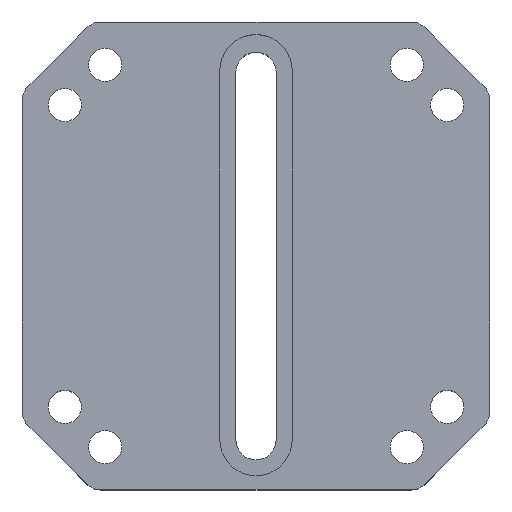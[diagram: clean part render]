
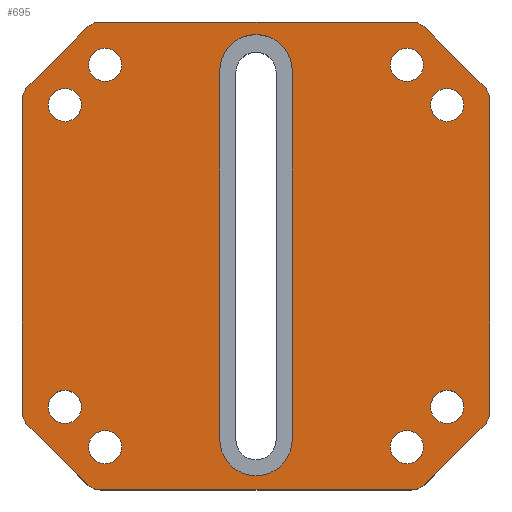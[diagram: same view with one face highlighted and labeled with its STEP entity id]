
A CAD part, top view. The second image highlights one B-rep face of the part: STEP entity #695.
In plain terms, the highlighted planar face has unit normal (0, 0, 1).
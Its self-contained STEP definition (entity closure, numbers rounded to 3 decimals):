
#16=FACE_BOUND('',#164,.T.);
#17=FACE_BOUND('',#165,.T.);
#18=FACE_BOUND('',#166,.T.);
#19=FACE_BOUND('',#167,.T.);
#20=FACE_BOUND('',#168,.T.);
#21=FACE_BOUND('',#169,.T.);
#22=FACE_BOUND('',#170,.T.);
#23=FACE_BOUND('',#171,.T.);
#24=FACE_BOUND('',#172,.T.);
#34=CIRCLE('',#713,3.6);
#36=CIRCLE('',#717,3.6);
#41=CIRCLE('',#726,1.65);
#43=CIRCLE('',#729,1.65);
#45=CIRCLE('',#732,1.65);
#47=CIRCLE('',#735,1.65);
#49=CIRCLE('',#738,1.65);
#51=CIRCLE('',#741,1.65);
#53=CIRCLE('',#744,1.65);
#55=CIRCLE('',#747,1.65);
#59=CIRCLE('',#755,2.);
#61=CIRCLE('',#759,2.);
#63=CIRCLE('',#763,2.);
#65=CIRCLE('',#767,2.);
#67=CIRCLE('',#771,2.);
#69=CIRCLE('',#775,2.);
#71=CIRCLE('',#779,2.);
#73=CIRCLE('',#783,2.);
#127=FACE_OUTER_BOUND('',#163,.T.);
#163=EDGE_LOOP('',(#591,#592,#593,#594,#595,#596,#597,#598,#599,#600,#601,
#602,#603,#604,#605,#606));
#164=EDGE_LOOP('',(#607,#608,#609,#610));
#165=EDGE_LOOP('',(#611));
#166=EDGE_LOOP('',(#612));
#167=EDGE_LOOP('',(#613));
#168=EDGE_LOOP('',(#614));
#169=EDGE_LOOP('',(#615));
#170=EDGE_LOOP('',(#616));
#171=EDGE_LOOP('',(#617));
#172=EDGE_LOOP('',(#618));
#183=LINE('',#998,#239);
#188=LINE('',#1012,#244);
#209=LINE('',#1099,#265);
#213=LINE('',#1111,#269);
#217=LINE('',#1123,#273);
#221=LINE('',#1135,#277);
#225=LINE('',#1147,#281);
#229=LINE('',#1159,#285);
#233=LINE('',#1171,#289);
#237=LINE('',#1183,#293);
#239=VECTOR('',#790,10.);
#244=VECTOR('',#803,10.);
#265=VECTOR('',#898,10.);
#269=VECTOR('',#910,10.);
#273=VECTOR('',#922,10.);
#277=VECTOR('',#934,10.);
#281=VECTOR('',#946,10.);
#285=VECTOR('',#958,10.);
#289=VECTOR('',#970,10.);
#293=VECTOR('',#982,10.);
#295=VERTEX_POINT('',#996);
#296=VERTEX_POINT('',#997);
#299=VERTEX_POINT('',#1005);
#301=VERTEX_POINT('',#1011);
#310=VERTEX_POINT('',#1039);
#312=VERTEX_POINT('',#1045);
#314=VERTEX_POINT('',#1051);
#316=VERTEX_POINT('',#1057);
#318=VERTEX_POINT('',#1063);
#320=VERTEX_POINT('',#1069);
#322=VERTEX_POINT('',#1075);
#324=VERTEX_POINT('',#1081);
#329=VERTEX_POINT('',#1096);
#330=VERTEX_POINT('',#1098);
#332=VERTEX_POINT('',#1104);
#334=VERTEX_POINT('',#1110);
#336=VERTEX_POINT('',#1116);
#338=VERTEX_POINT('',#1122);
#340=VERTEX_POINT('',#1128);
#342=VERTEX_POINT('',#1134);
#344=VERTEX_POINT('',#1140);
#346=VERTEX_POINT('',#1146);
#348=VERTEX_POINT('',#1152);
#350=VERTEX_POINT('',#1158);
#352=VERTEX_POINT('',#1164);
#354=VERTEX_POINT('',#1170);
#356=VERTEX_POINT('',#1176);
#358=VERTEX_POINT('',#1182);
#359=EDGE_CURVE('',#295,#296,#183,.T.);
#363=EDGE_CURVE('',#299,#295,#34,.T.);
#366=EDGE_CURVE('',#301,#299,#188,.T.);
#369=EDGE_CURVE('',#296,#301,#36,.T.);
#380=EDGE_CURVE('',#310,#310,#41,.T.);
#383=EDGE_CURVE('',#312,#312,#43,.T.);
#386=EDGE_CURVE('',#314,#314,#45,.T.);
#389=EDGE_CURVE('',#316,#316,#47,.T.);
#392=EDGE_CURVE('',#318,#318,#49,.T.);
#395=EDGE_CURVE('',#320,#320,#51,.T.);
#398=EDGE_CURVE('',#322,#322,#53,.T.);
#401=EDGE_CURVE('',#324,#324,#55,.T.);
#409=EDGE_CURVE('',#330,#329,#209,.T.);
#412=EDGE_CURVE('',#332,#330,#59,.T.);
#415=EDGE_CURVE('',#334,#332,#213,.T.);
#418=EDGE_CURVE('',#336,#334,#61,.T.);
#421=EDGE_CURVE('',#338,#336,#217,.T.);
#424=EDGE_CURVE('',#340,#338,#63,.T.);
#427=EDGE_CURVE('',#342,#340,#221,.T.);
#430=EDGE_CURVE('',#344,#342,#65,.T.);
#433=EDGE_CURVE('',#346,#344,#225,.T.);
#436=EDGE_CURVE('',#348,#346,#67,.T.);
#439=EDGE_CURVE('',#350,#348,#229,.T.);
#442=EDGE_CURVE('',#352,#350,#69,.T.);
#445=EDGE_CURVE('',#354,#352,#233,.T.);
#448=EDGE_CURVE('',#356,#354,#71,.T.);
#451=EDGE_CURVE('',#358,#356,#237,.T.);
#454=EDGE_CURVE('',#329,#358,#73,.T.);
#591=ORIENTED_EDGE('',*,*,#454,.T.);
#592=ORIENTED_EDGE('',*,*,#451,.T.);
#593=ORIENTED_EDGE('',*,*,#448,.T.);
#594=ORIENTED_EDGE('',*,*,#445,.T.);
#595=ORIENTED_EDGE('',*,*,#442,.T.);
#596=ORIENTED_EDGE('',*,*,#439,.T.);
#597=ORIENTED_EDGE('',*,*,#436,.T.);
#598=ORIENTED_EDGE('',*,*,#433,.T.);
#599=ORIENTED_EDGE('',*,*,#430,.T.);
#600=ORIENTED_EDGE('',*,*,#427,.T.);
#601=ORIENTED_EDGE('',*,*,#424,.T.);
#602=ORIENTED_EDGE('',*,*,#421,.T.);
#603=ORIENTED_EDGE('',*,*,#418,.T.);
#604=ORIENTED_EDGE('',*,*,#415,.T.);
#605=ORIENTED_EDGE('',*,*,#412,.T.);
#606=ORIENTED_EDGE('',*,*,#409,.T.);
#607=ORIENTED_EDGE('',*,*,#359,.T.);
#608=ORIENTED_EDGE('',*,*,#369,.T.);
#609=ORIENTED_EDGE('',*,*,#366,.T.);
#610=ORIENTED_EDGE('',*,*,#363,.T.);
#611=ORIENTED_EDGE('',*,*,#401,.T.);
#612=ORIENTED_EDGE('',*,*,#398,.T.);
#613=ORIENTED_EDGE('',*,*,#395,.T.);
#614=ORIENTED_EDGE('',*,*,#392,.T.);
#615=ORIENTED_EDGE('',*,*,#389,.T.);
#616=ORIENTED_EDGE('',*,*,#386,.T.);
#617=ORIENTED_EDGE('',*,*,#383,.T.);
#618=ORIENTED_EDGE('',*,*,#380,.T.);
#660=PLANE('',#784);
#695=ADVANCED_FACE('',(#127,#16,#17,#18,#19,#20,#21,#22,#23,#24),#660,.T.);
#713=AXIS2_PLACEMENT_3D('',#1006,#796,#797);
#717=AXIS2_PLACEMENT_3D('',#1017,#808,#809);
#726=AXIS2_PLACEMENT_3D('',#1040,#832,#833);
#729=AXIS2_PLACEMENT_3D('',#1046,#839,#840);
#732=AXIS2_PLACEMENT_3D('',#1052,#846,#847);
#735=AXIS2_PLACEMENT_3D('',#1058,#853,#854);
#738=AXIS2_PLACEMENT_3D('',#1064,#860,#861);
#741=AXIS2_PLACEMENT_3D('',#1070,#867,#868);
#744=AXIS2_PLACEMENT_3D('',#1076,#874,#875);
#747=AXIS2_PLACEMENT_3D('',#1082,#881,#882);
#755=AXIS2_PLACEMENT_3D('',#1105,#904,#905);
#759=AXIS2_PLACEMENT_3D('',#1117,#916,#917);
#763=AXIS2_PLACEMENT_3D('',#1129,#928,#929);
#767=AXIS2_PLACEMENT_3D('',#1141,#940,#941);
#771=AXIS2_PLACEMENT_3D('',#1153,#952,#953);
#775=AXIS2_PLACEMENT_3D('',#1165,#964,#965);
#779=AXIS2_PLACEMENT_3D('',#1177,#976,#977);
#783=AXIS2_PLACEMENT_3D('',#1187,#988,#989);
#784=AXIS2_PLACEMENT_3D('',#1188,#990,#991);
#790=DIRECTION('',(0.,1.,0.));
#796=DIRECTION('center_axis',(0.,0.,-1.));
#797=DIRECTION('ref_axis',(-1.,0.,0.));
#803=DIRECTION('',(0.,-1.,0.));
#808=DIRECTION('center_axis',(0.,0.,-1.));
#809=DIRECTION('ref_axis',(1.,0.,0.));
#832=DIRECTION('center_axis',(0.,0.,-1.));
#833=DIRECTION('ref_axis',(1.,0.,0.));
#839=DIRECTION('center_axis',(0.,0.,-1.));
#840=DIRECTION('ref_axis',(1.,0.,0.));
#846=DIRECTION('center_axis',(0.,0.,-1.));
#847=DIRECTION('ref_axis',(1.,0.,0.));
#853=DIRECTION('center_axis',(0.,0.,-1.));
#854=DIRECTION('ref_axis',(1.,0.,0.));
#860=DIRECTION('center_axis',(0.,0.,-1.));
#861=DIRECTION('ref_axis',(1.,0.,0.));
#867=DIRECTION('center_axis',(0.,0.,-1.));
#868=DIRECTION('ref_axis',(1.,0.,0.));
#874=DIRECTION('center_axis',(0.,0.,-1.));
#875=DIRECTION('ref_axis',(1.,0.,0.));
#881=DIRECTION('center_axis',(0.,0.,-1.));
#882=DIRECTION('ref_axis',(1.,0.,0.));
#898=DIRECTION('',(0.707,-0.707,0.));
#904=DIRECTION('center_axis',(0.,0.,1.));
#905=DIRECTION('ref_axis',(-1.,0.,0.));
#910=DIRECTION('',(0.,-1.,0.));
#916=DIRECTION('center_axis',(0.,0.,1.));
#917=DIRECTION('ref_axis',(-0.707,0.707,0.));
#922=DIRECTION('',(-0.707,-0.707,0.));
#928=DIRECTION('center_axis',(0.,0.,1.));
#929=DIRECTION('ref_axis',(0.,1.,0.));
#934=DIRECTION('',(-1.,0.,0.));
#940=DIRECTION('center_axis',(0.,0.,1.));
#941=DIRECTION('ref_axis',(0.707,0.707,0.));
#946=DIRECTION('',(-0.707,0.707,0.));
#952=DIRECTION('center_axis',(0.,0.,1.));
#953=DIRECTION('ref_axis',(1.,0.,0.));
#958=DIRECTION('',(0.,1.,0.));
#964=DIRECTION('center_axis',(0.,0.,1.));
#965=DIRECTION('ref_axis',(0.707,-0.707,0.));
#970=DIRECTION('',(0.707,0.707,0.));
#976=DIRECTION('center_axis',(0.,0.,1.));
#977=DIRECTION('ref_axis',(0.,-1.,0.));
#982=DIRECTION('',(1.,0.,0.));
#988=DIRECTION('center_axis',(0.,0.,1.));
#989=DIRECTION('ref_axis',(-0.707,-0.707,0.));
#990=DIRECTION('center_axis',(0.,0.,1.));
#991=DIRECTION('ref_axis',(1.,0.,0.));
#996=CARTESIAN_POINT('',(19.65,5.,8.));
#997=CARTESIAN_POINT('',(19.65,41.65,8.));
#998=CARTESIAN_POINT('',(19.65,14.125,8.));
#1005=CARTESIAN_POINT('',(26.85,5.,8.));
#1006=CARTESIAN_POINT('Origin',(23.25,5.,8.));
#1011=CARTESIAN_POINT('',(26.85,41.65,8.));
#1012=CARTESIAN_POINT('',(26.85,32.45,8.));
#1017=CARTESIAN_POINT('Origin',(23.25,41.65,8.));
#1039=CARTESIAN_POINT('',(6.6,42.25,8.));
#1040=CARTESIAN_POINT('Origin',(8.25,42.25,8.));
#1045=CARTESIAN_POINT('',(6.6,4.25,8.));
#1046=CARTESIAN_POINT('Origin',(8.25,4.25,8.));
#1051=CARTESIAN_POINT('',(40.6,38.25,8.));
#1052=CARTESIAN_POINT('Origin',(42.25,38.25,8.));
#1057=CARTESIAN_POINT('',(36.6,4.25,8.));
#1058=CARTESIAN_POINT('Origin',(38.25,4.25,8.));
#1063=CARTESIAN_POINT('',(36.6,42.25,8.));
#1064=CARTESIAN_POINT('Origin',(38.25,42.25,8.));
#1069=CARTESIAN_POINT('',(2.6,8.25,8.));
#1070=CARTESIAN_POINT('Origin',(4.25,8.25,8.));
#1075=CARTESIAN_POINT('',(2.6,38.25,8.));
#1076=CARTESIAN_POINT('Origin',(4.25,38.25,8.));
#1081=CARTESIAN_POINT('',(40.6,8.25,8.));
#1082=CARTESIAN_POINT('Origin',(42.25,8.25,8.));
#1096=CARTESIAN_POINT('',(6.414,0.586,8.));
#1098=CARTESIAN_POINT('',(0.586,6.414,8.));
#1099=CARTESIAN_POINT('',(6.414,0.586,8.));
#1104=CARTESIAN_POINT('',(0.,7.828,8.));
#1105=CARTESIAN_POINT('Origin',(2.,7.828,8.));
#1110=CARTESIAN_POINT('',(0.,38.672,8.));
#1111=CARTESIAN_POINT('',(0.,38.672,8.));
#1116=CARTESIAN_POINT('',(0.586,40.086,8.));
#1117=CARTESIAN_POINT('Origin',(2.,38.672,8.));
#1122=CARTESIAN_POINT('',(6.414,45.914,8.));
#1123=CARTESIAN_POINT('',(6.414,45.914,8.));
#1128=CARTESIAN_POINT('',(7.828,46.5,8.));
#1129=CARTESIAN_POINT('Origin',(7.828,44.5,8.));
#1134=CARTESIAN_POINT('',(38.672,46.5,8.));
#1135=CARTESIAN_POINT('',(38.672,46.5,8.));
#1140=CARTESIAN_POINT('',(40.086,45.914,8.));
#1141=CARTESIAN_POINT('Origin',(38.672,44.5,8.));
#1146=CARTESIAN_POINT('',(45.914,40.086,8.));
#1147=CARTESIAN_POINT('',(45.914,40.086,8.));
#1152=CARTESIAN_POINT('',(46.5,38.672,8.));
#1153=CARTESIAN_POINT('Origin',(44.5,38.672,8.));
#1158=CARTESIAN_POINT('',(46.5,7.828,8.));
#1159=CARTESIAN_POINT('',(46.5,7.828,8.));
#1164=CARTESIAN_POINT('',(45.914,6.414,8.));
#1165=CARTESIAN_POINT('Origin',(44.5,7.828,8.));
#1170=CARTESIAN_POINT('',(40.086,0.586,8.));
#1171=CARTESIAN_POINT('',(40.086,0.586,8.));
#1176=CARTESIAN_POINT('',(38.672,0.,8.));
#1177=CARTESIAN_POINT('Origin',(38.672,2.,8.));
#1182=CARTESIAN_POINT('',(7.828,0.,8.));
#1183=CARTESIAN_POINT('',(7.828,0.,8.));
#1187=CARTESIAN_POINT('Origin',(7.828,2.,8.));
#1188=CARTESIAN_POINT('Origin',(23.25,23.25,8.));
